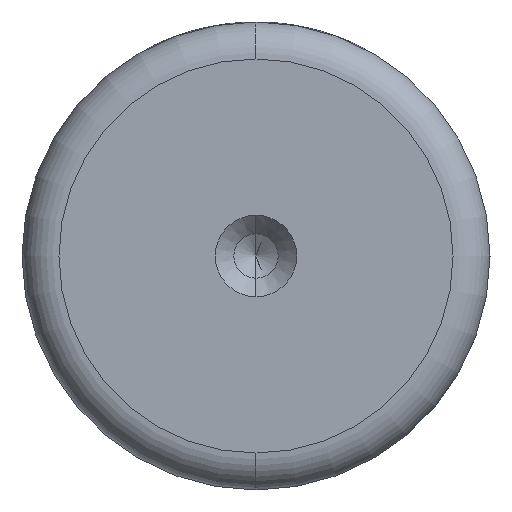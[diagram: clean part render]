
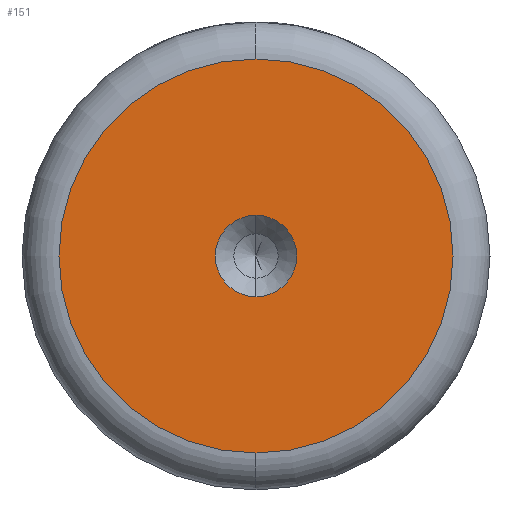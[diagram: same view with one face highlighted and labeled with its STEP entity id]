
A CAD part, left-side view. The second image highlights one B-rep face of the part: STEP entity #151.
In plain terms, the highlighted planar face has unit normal (-1, 0, 0).
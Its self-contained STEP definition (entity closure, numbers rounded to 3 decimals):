
#5 = DIRECTION ( 'NONE',  ( -1., 0., 0. ) ) ;
#67 = EDGE_CURVE ( 'NONE', #921, #1142, #520, .T. ) ;
#75 = CIRCLE ( 'NONE', #1058, 16. ) ;
#90 = CARTESIAN_POINT ( 'NONE',  ( 0., 0., 16. ) ) ;
#93 = DIRECTION ( 'NONE',  ( -1., 0., 0. ) ) ;
#115 = VERTEX_POINT ( 'NONE', #90 ) ;
#118 = CARTESIAN_POINT ( 'NONE',  ( 0., 0., 0. ) ) ;
#141 = VERTEX_POINT ( 'NONE', #1304 ) ;
#151 = ADVANCED_FACE ( 'NONE', ( #423, #419 ), #1411, .T. ) ;
#166 = EDGE_LOOP ( 'NONE', ( #824, #862 ) ) ;
#242 = CARTESIAN_POINT ( 'NONE',  ( 0., 0., 0. ) ) ;
#245 = DIRECTION ( 'NONE',  ( 0., 0., 1. ) ) ;
#255 = AXIS2_PLACEMENT_3D ( 'NONE', #887, #93, #891 ) ;
#264 = CIRCLE ( 'NONE', #932, 3.3 ) ;
#316 = EDGE_CURVE ( 'NONE', #1142, #921, #264, .T. ) ;
#327 = CARTESIAN_POINT ( 'NONE',  ( 0., 0., 3.3 ) ) ;
#335 = DIRECTION ( 'NONE',  ( -1., 0., 0. ) ) ;
#367 = DIRECTION ( 'NONE',  ( 0., 0., 1. ) ) ;
#419 = FACE_OUTER_BOUND ( 'NONE', #1221, .T. ) ;
#423 = FACE_BOUND ( 'NONE', #166, .T. ) ;
#520 = CIRCLE ( 'NONE', #1242, 3.3 ) ;
#694 = CARTESIAN_POINT ( 'NONE',  ( 0., 0., 0. ) ) ;
#799 = DIRECTION ( 'NONE',  ( 0., 0., 1. ) ) ;
#824 = ORIENTED_EDGE ( 'NONE', *, *, #67, .F. ) ;
#862 = ORIENTED_EDGE ( 'NONE', *, *, #316, .F. ) ;
#875 = ORIENTED_EDGE ( 'NONE', *, *, #976, .T. ) ;
#887 = CARTESIAN_POINT ( 'NONE',  ( 0., 0., 0. ) ) ;
#891 = DIRECTION ( 'NONE',  ( 0., 0., 1. ) ) ;
#914 = DIRECTION ( 'NONE',  ( -1., 0., 0. ) ) ;
#921 = VERTEX_POINT ( 'NONE', #327 ) ;
#932 = AXIS2_PLACEMENT_3D ( 'NONE', #118, #914, #245 ) ;
#976 = EDGE_CURVE ( 'NONE', #115, #141, #1353, .T. ) ;
#981 = EDGE_CURVE ( 'NONE', #141, #115, #75, .T. ) ;
#991 = CARTESIAN_POINT ( 'NONE',  ( 0., 0., 0. ) ) ;
#1018 = DIRECTION ( 'NONE',  ( -1., 0., 0. ) ) ;
#1058 = AXIS2_PLACEMENT_3D ( 'NONE', #694, #5, #799 ) ;
#1098 = DIRECTION ( 'NONE',  ( 0., 0., 1. ) ) ;
#1142 = VERTEX_POINT ( 'NONE', #1263 ) ;
#1173 = ORIENTED_EDGE ( 'NONE', *, *, #981, .T. ) ;
#1221 = EDGE_LOOP ( 'NONE', ( #875, #1173 ) ) ;
#1242 = AXIS2_PLACEMENT_3D ( 'NONE', #991, #335, #1098 ) ;
#1263 = CARTESIAN_POINT ( 'NONE',  ( 0., 0., -3.3 ) ) ;
#1304 = CARTESIAN_POINT ( 'NONE',  ( 0., 0., -16. ) ) ;
#1353 = CIRCLE ( 'NONE', #1396, 16. ) ;
#1396 = AXIS2_PLACEMENT_3D ( 'NONE', #242, #1018, #367 ) ;
#1411 = PLANE ( 'NONE',  #255 ) ;
